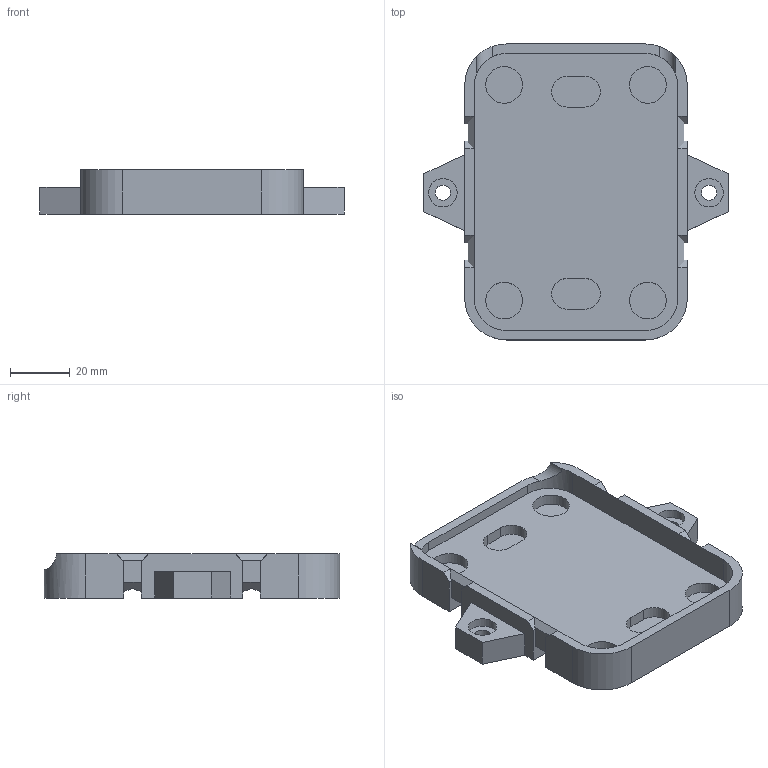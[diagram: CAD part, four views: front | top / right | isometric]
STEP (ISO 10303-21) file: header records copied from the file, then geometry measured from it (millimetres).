
FILE_DESCRIPTION(/* description */ ('STEP AP214'),/* implementation_level */ '2;1');
FILE_NAME(/* name */ '65c589855f58383adc4ca6d8',/* time_stamp */ '2024-02-09T02:10:14Z',/* author */ (''),/* organization */ (''),/* preprocessor_version */ 'ST-DEVELOPER v19.4',/* originating_system */ ' ',/* authorisation */ ' ');
FILE_SCHEMA (('AUTOMOTIVE_DESIGN {1 0 10303 214 3 1 1}'));
Length unit declared in the file: metre
Products named in the file (1): Radio Holder
Bounding box: 101.6 x 98.83 x 14.73 mm (x, y, z)
Volume: 50756.9 mm3; surface area: 24194.6 mm2
Topology: 1 solids, 1 shells, 92 faces, 238 edges, 156 vertices
Faces by surface type: plane 70, cylinder 22
Full cylindrical faces by diameter (mm): 5.105 x2, 9.525 x2, 12.254 x4
Entity records: 2798 total; most frequent: CARTESIAN_POINT 505, ORIENTED_EDGE 460, DIRECTION 456, EDGE_CURVE 230, LINE 182, VECTOR 182, VERTEX_POINT 156, AXIS2_PLACEMENT_3D 137
